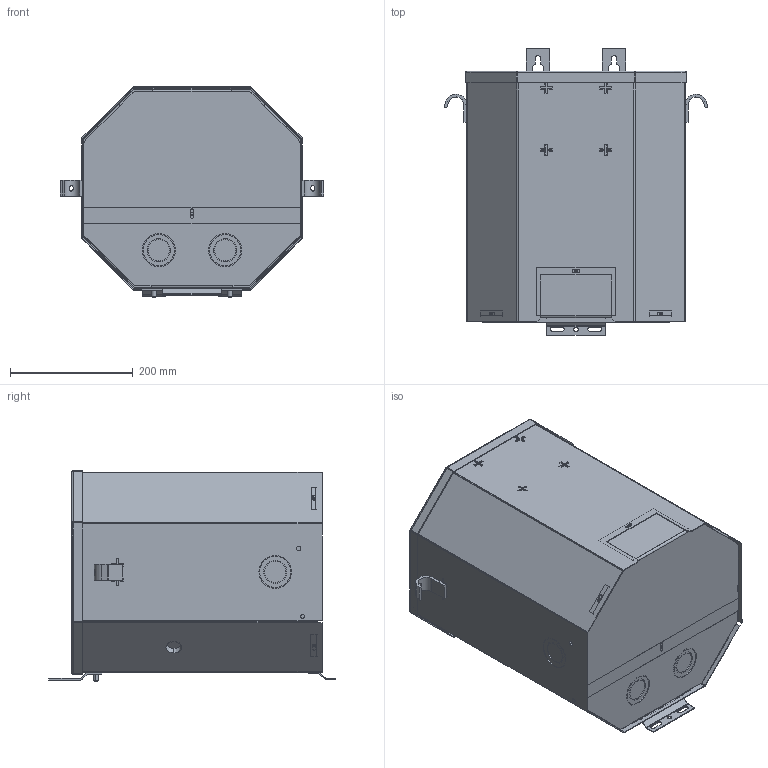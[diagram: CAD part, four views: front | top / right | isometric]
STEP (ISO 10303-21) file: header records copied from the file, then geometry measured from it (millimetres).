
FILE_DESCRIPTION (( 'STEP AP214' ), '1' );
FILE_NAME ('T2535183S.STEP', '2015-06-29T15:52:52', ( '' ), ( '' ), 'SwSTEP 2.0', 'SolidWorks 2012', '' );
FILE_SCHEMA (( 'AUTOMOTIVE_DESIGN' ));
Length unit declared in the file: inch
Products named in the file (12): C  3-700090-; B  1-115531-; A  1-115443-; A   -700716-; D  3-700087-; A  8-1430301-; C  3-700196-; D  3-700087-  F; D  3-700087-  R; A  3-702303-; A  1-85784-; T2535183S
Assembly tree (14 placements, depth 3):
  T2535183S
    D  3-700087-
      A  1-85784-  x2
      A  3-702303-
      D  3-700087-  R
      D  3-700087-  F
      C  3-700196-
      A  8-1430301-  x2
    A   -700716-
    A  1-115443-  x2
    B  1-115531-
    C  3-700090-
Bounding box: 429.24 x 465.71 x 342.88 mm (x, y, z)
Volume: 990573.8 mm3; surface area: 1521698 mm2
Topology: 13 solids, 13 shells, 764 faces, 1838 edges, 1146 vertices
Faces by surface type: plane 528, cylinder 200, bspline 20, cone 12, torus 4
Entity records: 22229 total; most frequent: CARTESIAN_POINT 4645, DIRECTION 3471, ORIENTED_EDGE 3446, EDGE_CURVE 1723, VECTOR 1319, LINE 1319, VERTEX_POINT 1078, AXIS2_PLACEMENT_3D 1076
